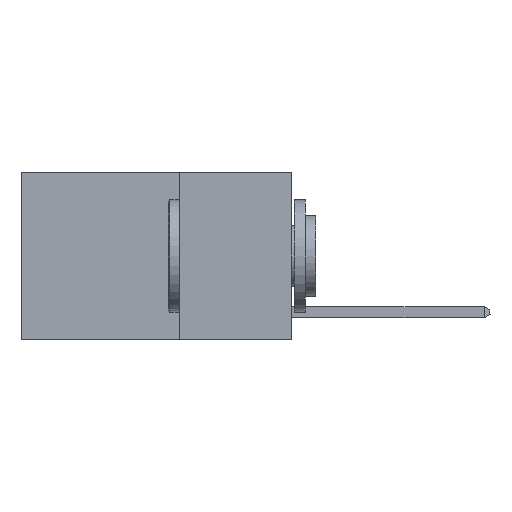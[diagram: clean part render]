
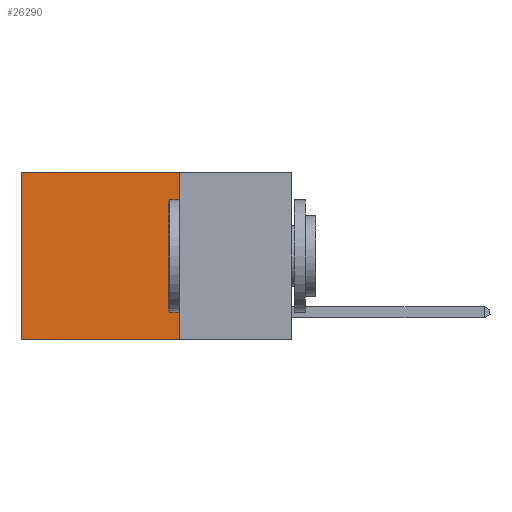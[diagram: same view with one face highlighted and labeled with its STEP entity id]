
A CAD part, left-side view. The second image highlights one B-rep face of the part: STEP entity #26290.
In plain terms, the highlighted planar face has unit normal (-1, 0, 0).
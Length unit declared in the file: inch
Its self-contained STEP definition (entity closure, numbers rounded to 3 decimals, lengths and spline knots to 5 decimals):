
#965 = CARTESIAN_POINT ( 'NONE',  ( 0.2625, 0.25, 0. ) ) ;
#1315 = ORIENTED_EDGE ( 'NONE', *, *, #6806, .F. ) ;
#1552 = VERTEX_POINT ( 'NONE', #16361 ) ;
#1661 = AXIS2_PLACEMENT_3D ( 'NONE', #2733, #22108, #9323 ) ;
#2089 = ORIENTED_EDGE ( 'NONE', *, *, #13045, .T. ) ;
#2733 = CARTESIAN_POINT ( 'NONE',  ( 0.2625, 0.25, 0. ) ) ;
#4264 = EDGE_CURVE ( 'NONE', #24352, #13961, #7745, .T. ) ;
#5236 = DIRECTION ( 'NONE',  ( 0., 1., 0. ) ) ;
#6108 = DIRECTION ( 'NONE',  ( 0., 0., -1. ) ) ;
#6806 = EDGE_CURVE ( 'NONE', #13961, #1552, #27124, .T. ) ;
#7066 = VERTEX_POINT ( 'NONE', #21777 ) ;
#7501 = EDGE_LOOP ( 'NONE', ( #2089, #1315, #24990, #27574 ) ) ;
#7745 = LINE ( 'NONE', #8619, #24833 ) ;
#8619 = CARTESIAN_POINT ( 'NONE',  ( 0.2625, 0.25, 0. ) ) ;
#9323 = DIRECTION ( 'NONE',  ( 0., 0., -1. ) ) ;
#9572 = CARTESIAN_POINT ( 'NONE',  ( 0.2625, 0.25, -0.37 ) ) ;
#10391 = CARTESIAN_POINT ( 'NONE',  ( 0.2625, 0.6, 0. ) ) ;
#13045 = EDGE_CURVE ( 'NONE', #7066, #1552, #27699, .T. ) ;
#13435 = EDGE_CURVE ( 'NONE', #24352, #7066, #23995, .T. ) ;
#13961 = VERTEX_POINT ( 'NONE', #9572 ) ;
#14234 = DIRECTION ( 'NONE',  ( 0., 1., 0. ) ) ;
#15683 = PLANE ( 'NONE',  #1661 ) ;
#15762 = VECTOR ( 'NONE', #14234, 39.37008 ) ;
#16361 = CARTESIAN_POINT ( 'NONE',  ( 0.2625, 0.6, -0.37 ) ) ;
#17924 = CARTESIAN_POINT ( 'NONE',  ( 0.2625, 0.25, 0. ) ) ;
#18320 = VECTOR ( 'NONE', #5236, 39.37008 ) ;
#21777 = CARTESIAN_POINT ( 'NONE',  ( 0.2625, 0.6, 0. ) ) ;
#21991 = VECTOR ( 'NONE', #6108, 39.37008 ) ;
#22108 = DIRECTION ( 'NONE',  ( 1., 0., 0. ) ) ;
#23995 = LINE ( 'NONE', #965, #18320 ) ;
#24352 = VERTEX_POINT ( 'NONE', #17924 ) ;
#24833 = VECTOR ( 'NONE', #25736, 39.37008 ) ;
#24890 = CARTESIAN_POINT ( 'NONE',  ( 0.2625, 0.25, -0.37 ) ) ;
#24949 = FACE_OUTER_BOUND ( 'NONE', #7501, .T. ) ;
#24990 = ORIENTED_EDGE ( 'NONE', *, *, #4264, .F. ) ;
#25736 = DIRECTION ( 'NONE',  ( 0., 0., -1. ) ) ;
#26290 = ADVANCED_FACE ( 'NONE', ( #24949 ), #15683, .F. ) ;
#27124 = LINE ( 'NONE', #24890, #15762 ) ;
#27574 = ORIENTED_EDGE ( 'NONE', *, *, #13435, .T. ) ;
#27699 = LINE ( 'NONE', #10391, #21991 ) ;
